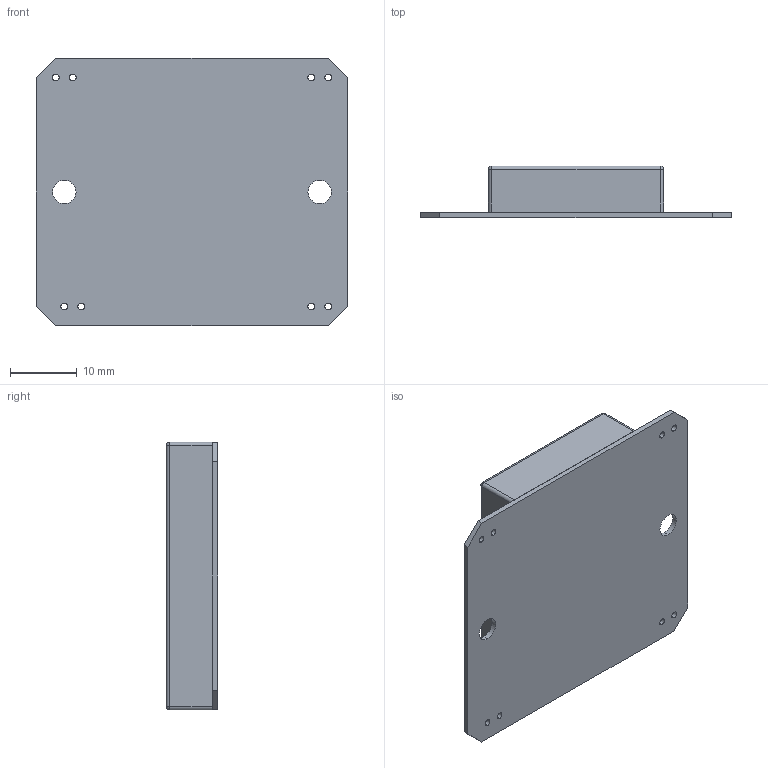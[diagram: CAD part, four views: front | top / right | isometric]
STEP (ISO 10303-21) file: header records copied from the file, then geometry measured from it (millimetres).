
FILE_DESCRIPTION (( 'STEP AP214' ), '1' );
FILE_NAME ('HB 100.STEP', '2017-09-22T03:58:08', ( 'NADEESHAN' ), ( '' ), 'SwSTEP 2.0', 'SolidWorks 2016', '' );
FILE_SCHEMA (( 'AUTOMOTIVE_DESIGN' ));
Length unit declared in the file: millimetre
Products named in the file (1): HB 100
Bounding box: 46.5 x 7.7 x 40 mm (x, y, z)
Volume: 8676.9 mm3; surface area: 6781 mm2
Topology: 2 solids, 2 shells, 78 faces, 196 edges, 124 vertices
Faces by surface type: plane 38, cylinder 36, sphere 4
Entity records: 3262 total; most frequent: DIRECTION 423, CARTESIAN_POINT 396, ORIENTED_EDGE 384, EDGE_CURVE 192, AXIS2_PLACEMENT_3D 151, VERTEX_POINT 124, VECTOR 122, LINE 121
